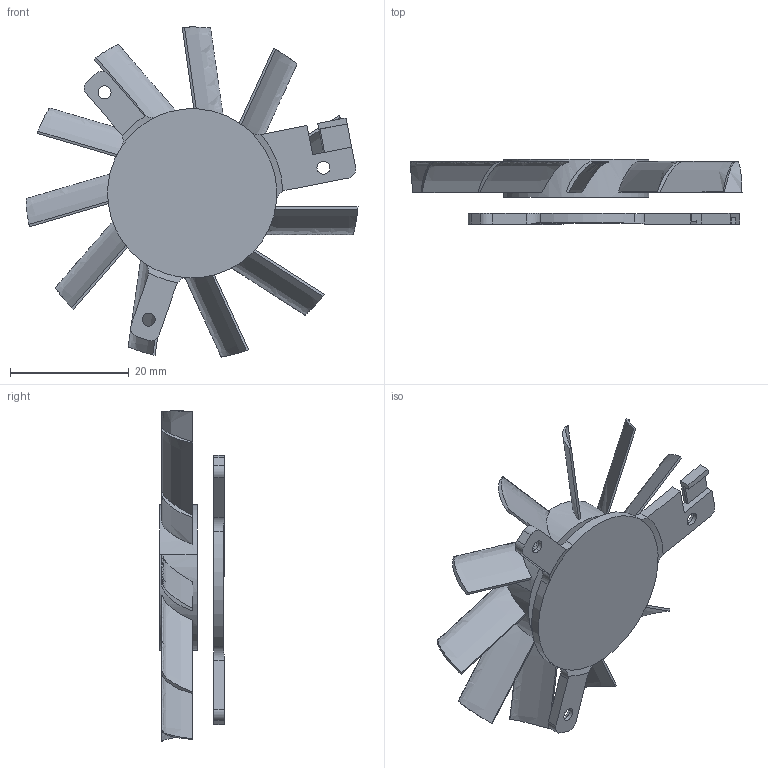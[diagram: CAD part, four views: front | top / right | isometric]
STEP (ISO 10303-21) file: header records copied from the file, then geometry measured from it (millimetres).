
FILE_DESCRIPTION((''),'2;1');
FILE_NAME('ASM0001_ASM','2021-04-28T',('LIEN.CHEN'),(''),'CREO PARAMETRIC BY PTC INC, 2015080','CREO PARAMETRIC BY PTC INC, 2015080','');
FILE_SCHEMA(('CONFIG_CONTROL_DESIGN'));
Length unit declared in the file: millimetre
Products named in the file (4): AL2N-PILLOW-V0_1_1; AL2N-IMP-V0-1_4_1; EFB0612HHAF99-V0_ASM_3_1_ASM; ASM0001_ASM
Assembly tree (3 placements, depth 3):
  ASM0001_ASM
    EFB0612HHAF99-V0_ASM_3_1_ASM
      AL2N-PILLOW-V0_1_1
      AL2N-IMP-V0-1_4_1
Bounding box: 55.89 x 10.9 x 55.57 mm (x, y, z)
Volume: 4968.5 mm3; surface area: 6176.5 mm2
Topology: 2 solids, 2 shells, 110 faces, 276 edges, 182 vertices
Faces by surface type: cylinder 45, plane 40, extrusion 22, cone 3
Entity records: 4752 total; most frequent: CARTESIAN_POINT 2074, ORIENTED_EDGE 552, DIRECTION 484, EDGE_CURVE 276, VERTEX_POINT 182, AXIS2_PLACEMENT_3D 168, VECTOR 148, EDGE_LOOP 128
